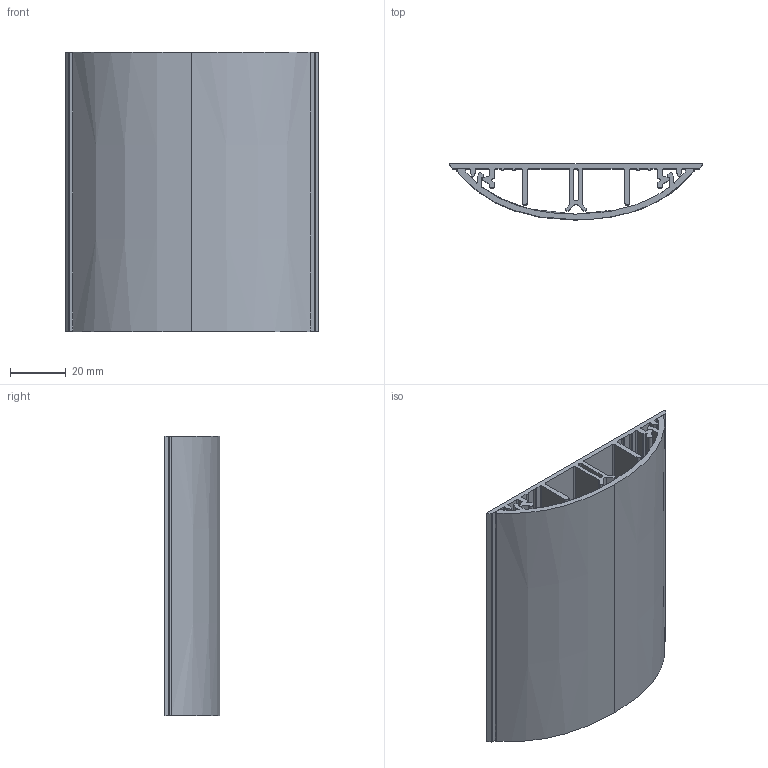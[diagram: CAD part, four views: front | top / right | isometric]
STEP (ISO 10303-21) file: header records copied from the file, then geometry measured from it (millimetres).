
FILE_DESCRIPTION(('CATIA V5 STEP Exchange','CAx-IF Rec.Pracs.--- Model Styling and Organization---1.4--- 2014-01-23'),'2;1');
FILE_NAME('032800.stp','2019-10-23T05:54:06+00:00',('none'),('none'),'CATIA Version 5-6 Release 2017 SP3','CATIA V5 STEP AP214','none');
FILE_SCHEMA(('AUTOMOTIVE_DESIGN { 1 0 10303 214 1 1 1 1 }'));
Length unit declared in the file: millimetre
Products named in the file (3): Product1; 09922; 09922.1
Assembly tree (2 placements, depth 2):
  Product1
    09922
    09922.1
Bounding box: 90.6 x 20 x 100 mm (x, y, z)
Volume: 49631 mm3; surface area: 55591.6 mm2
Topology: 2 solids, 2 shells, 166 faces, 490 edges, 328 vertices
Faces by surface type: bspline 91, plane 75
Entity records: 7044 total; most frequent: CARTESIAN_POINT 3485, ORIENTED_EDGE 980, EDGE_CURVE 490, DIRECTION 430, VERTEX_POINT 328, VECTOR 214, LINE 214, EDGE_LOOP 168
